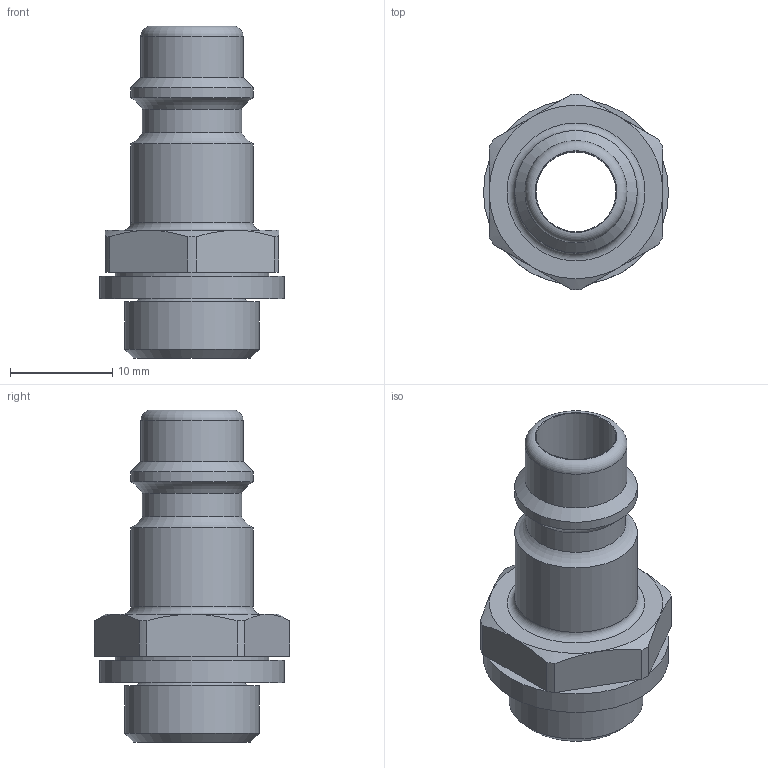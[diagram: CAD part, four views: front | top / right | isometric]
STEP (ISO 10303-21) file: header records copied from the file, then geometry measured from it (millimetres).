
FILE_DESCRIPTION(/* description */ ('STEP AP214'),/* implementation_level */ '2;1');
FILE_NAME(/* name */ '2154_KS4-1_4-A',/* time_stamp */ '2024-08-21T14:23:29+02:00',/* author */ ('License CC BY-ND 4.0'),/* organization */ ('CADENAS'),/* preprocessor_version */ 'ST-DEVELOPER v19.3',/* originating_system */ 'PARTsolutions',/* authorisation */ ' ');
FILE_SCHEMA (('AUTOMOTIVE_DESIGN {1 0 10303 214 3 1 1}'));
Length unit declared in the file: millimetre
Products named in the file (1): 2154 KS4-1/4-A
Bounding box: 18.1 x 19.15 x 32.5 mm (x, y, z)
Volume: 2603.2 mm3; surface area: 2877.5 mm2
Topology: 1 solids, 1 shells, 44 faces, 91 edges, 55 vertices
Faces by surface type: cylinder 15, plane 14, cone 10, torus 5
Full cylindrical faces by diameter (mm): 7.85 x1, 9.75 x1, 10 x1, 12 x2, 13.157 x1, 13.6 x1, 15 x1, 18.1 x1
Entity records: 1118 total; most frequent: CARTESIAN_POINT 209, DIRECTION 194, ORIENTED_EDGE 146, AXIS2_PLACEMENT_3D 88, EDGE_CURVE 73, EDGE_LOOP 70, FACE_BOUND 70, VERTEX_POINT 55
